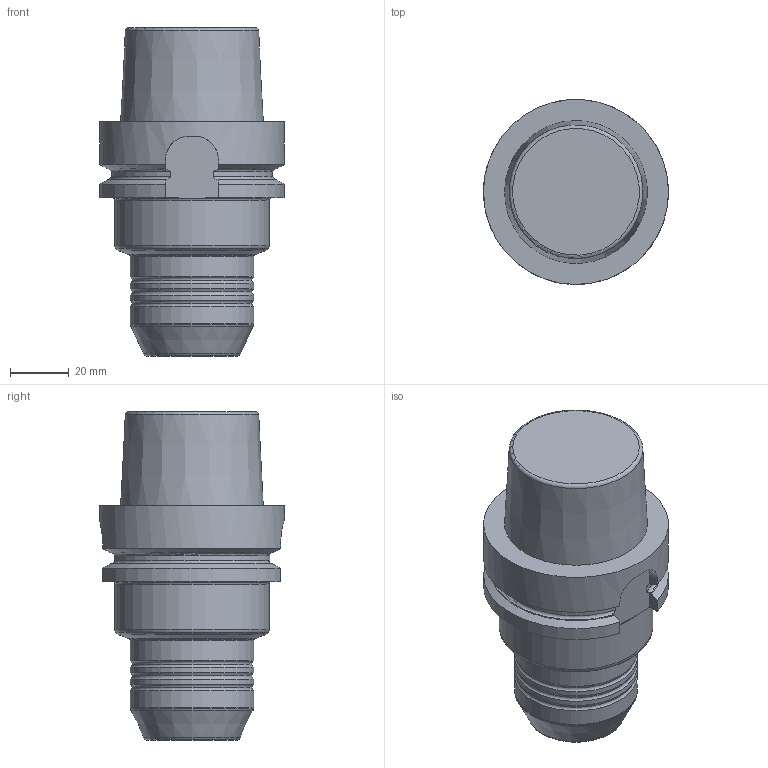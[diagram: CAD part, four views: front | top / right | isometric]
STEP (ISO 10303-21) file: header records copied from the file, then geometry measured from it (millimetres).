
FILE_DESCRIPTION(/* description */ (''),/* implementation_level */ '2;1');
FILE_NAME(/* name */ 'HSKA63-HCR12-080_Basic.stp',/* time_stamp */ '2022-07-04T09:45:07+05:00',/* author */ (''),/* organization */ (''),/* preprocessor_version */ 'ST-DEVELOPER v16.7',/* originating_system */ 'SIEMENS PLM Software NX 12.0',/* authorisation */ '');
FILE_SCHEMA (('AUTOMOTIVE_DESIGN { 1 0 10303 214 3 1 1 1 }'));
Length unit declared in the file: millimetre
Products named in the file (1): inpu9A94AA24fxqt
Bounding box: 63 x 63 x 112 mm (x, y, z)
Volume: 210962.5 mm3; surface area: 25252.3 mm2
Topology: 1 solids, 1 shells, 73 faces, 196 edges, 130 vertices
Faces by surface type: plane 27, torus 21, cylinder 16, cone 9
Full cylindrical faces by diameter (mm): 12 x1, 42 x4, 52.5 x1, 63 x1
Entity records: 2813 total; most frequent: CARTESIAN_POINT 626, DIRECTION 332, ORIENTED_EDGE 310, EDGE_CURVE 155, AXIS2_PLACEMENT_3D 138, VERTEX_POINT 113, EDGE_LOOP 102, PRESENTATION_STYLE_ASSIGNMENT 80
